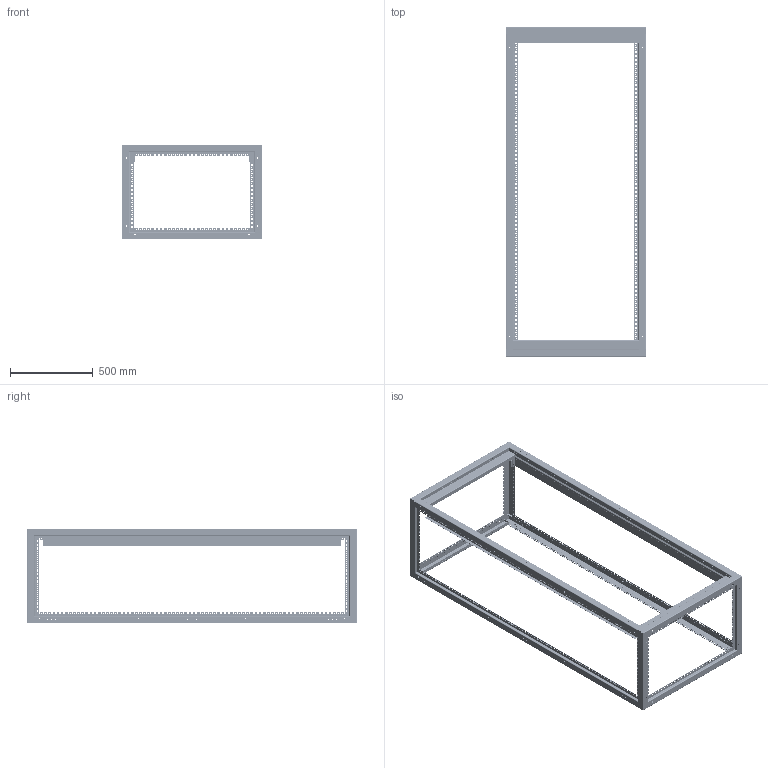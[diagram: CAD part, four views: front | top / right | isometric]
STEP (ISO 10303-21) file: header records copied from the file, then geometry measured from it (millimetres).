
FILE_DESCRIPTION(('STEP AP214'),'1');
FILE_NAME('cctmp_A65A64F8-DE08-4ED9-83A7-F7881C9AFD18_2023_07_22_16_10_29_0075..stp','2023-07-22T14:10:34',('SIEMENS A&D'),('CADClick - www.CADClick.com'),'Spatial InterOp 3D postprocessed',' ','unknown authorization');
FILE_SCHEMA(('AUTOMOTIVE_DESIGN'));
Length unit declared in the file: millimetre
Products named in the file (27): cc_unnamed; 2023_07_22_16_10_28_0874; 2023_07_22_16_10_28_0870; 2023_07_22_16_10_28_0866; 2023_07_22_16_10_28_0862; 2023_07_22_16_10_28_0858; 2023_07_22_16_10_28_0854; 2023_07_22_16_10_28_0850; 2023_07_22_16_10_28_0846; 2023_07_22_16_10_28_0842; 2023_07_22_16_10_28_0838; 2023_07_22_16_10_28_0834; 2023_07_22_16_10_28_0830; 2023_07_22_16_10_28_0826; 2023_07_22_16_10_28_0822; 2023_07_22_16_10_28_0818; 2023_07_22_16_10_28_0814; 2023_07_22_16_10_28_0810; 2023_07_22_16_10_28_0806; 2023_07_22_16_10_28_0802; 2023_07_22_16_10_28_0798; 2023_07_22_16_10_28_0794; 2023_07_22_16_10_28_0790; 2023_07_22_16_10_28_0786; 2023_07_22_16_10_28_0782; 2023_07_22_16_10_28_0778; 2023_07_22_16_10_28_0774
Assembly tree (26 placements, depth 2):
  cc_unnamed
    2023_07_22_16_10_28_0874
    2023_07_22_16_10_28_0870
    2023_07_22_16_10_28_0866
    2023_07_22_16_10_28_0862
    2023_07_22_16_10_28_0858
    2023_07_22_16_10_28_0854
    2023_07_22_16_10_28_0850
    2023_07_22_16_10_28_0846
    2023_07_22_16_10_28_0842
    2023_07_22_16_10_28_0838
    2023_07_22_16_10_28_0834
    2023_07_22_16_10_28_0830
    2023_07_22_16_10_28_0826
    2023_07_22_16_10_28_0822
    2023_07_22_16_10_28_0818
    2023_07_22_16_10_28_0814
    2023_07_22_16_10_28_0810
    2023_07_22_16_10_28_0806
    2023_07_22_16_10_28_0802
    2023_07_22_16_10_28_0798
    2023_07_22_16_10_28_0794
    2023_07_22_16_10_28_0790
    2023_07_22_16_10_28_0786
    2023_07_22_16_10_28_0782
    2023_07_22_16_10_28_0778
    2023_07_22_16_10_28_0774
Bounding box: 850 x 2000 x 575 mm (x, y, z)
Volume: 5030827.8 mm3; surface area: 5594416.9 mm2
Topology: 26 solids, 26 shells, 6096 faces, 17992 edges, 11932 vertices
Faces by surface type: plane 3476, cylinder 2556, cone 64
Entity records: 230604 total; most frequent: CARTESIAN_POINT 36327, ORIENTED_EDGE 35984, DIRECTION 35478, EDGE_CURVE 17992, LINE 12704, VECTOR 12704, VERTEX_POINT 11932, AXIS2_PLACEMENT_3D 11387
